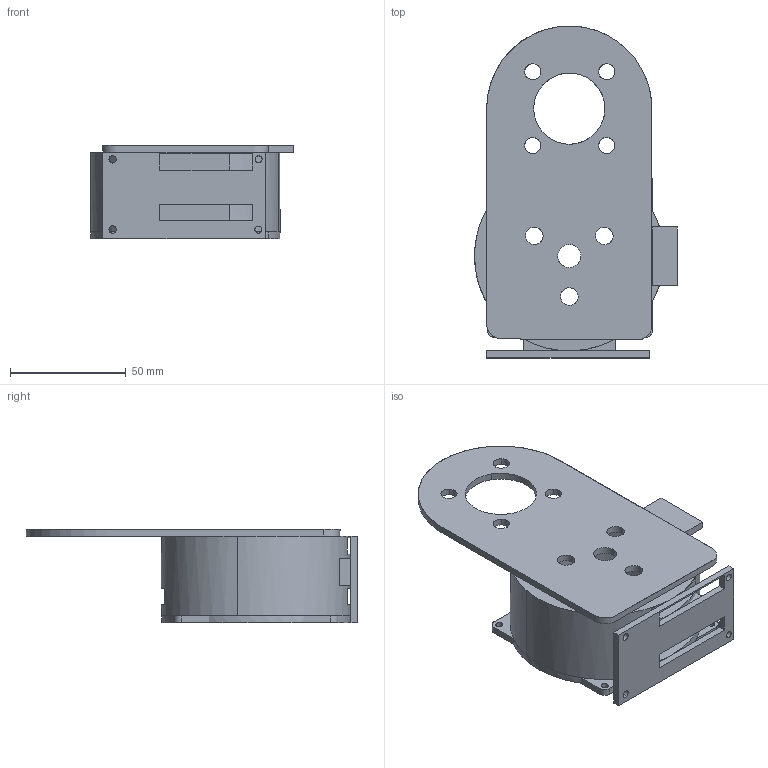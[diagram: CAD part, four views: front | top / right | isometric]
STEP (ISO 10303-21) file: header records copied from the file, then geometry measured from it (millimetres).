
FILE_DESCRIPTION(/* description */ (''),/* implementation_level */ '2;1');
FILE_NAME(/* name */ 'part2-bottom-b',/* time_stamp */ '2024-11-04T13:51:36+00:00',/* author */ (''),/* organization */ (''),/* preprocessor_version */ 'ST-DEVELOPER v16.5',/* originating_system */ 'Rhino 7.37',/* authorisation */ '');
FILE_SCHEMA (('CONFIG_CONTROL_DESIGN'));
Length unit declared in the file: centimetre
Products named in the file (1): Document
Bounding box: 87.79 x 143.6 x 40.57 mm (x, y, z)
Volume: 68101.2 mm3; surface area: 56715 mm2
Topology: 6 solids, 7 shells, 100 faces, 260 edges, 176 vertices
Faces by surface type: plane 50, cylinder 48, bspline 2
Entity records: 3363 total; most frequent: CARTESIAN_POINT 1483, ORIENTED_EDGE 498, EDGE_CURVE 251, VERTEX_POINT 167, B_SPLINE_CURVE_WITH_KNOTS 161, EDGE_LOOP 147, DIRECTION 106, AXIS2_PLACEMENT_3D 102
